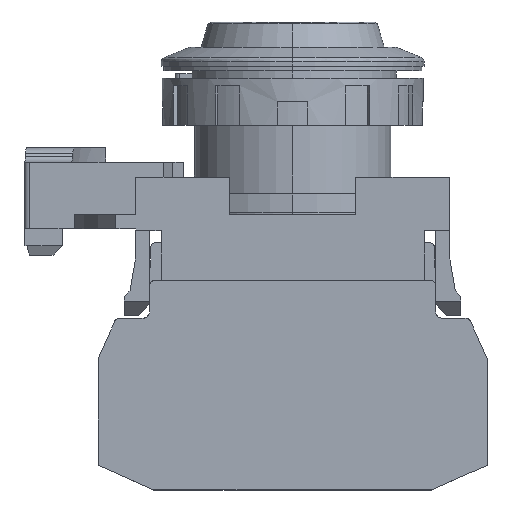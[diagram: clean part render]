
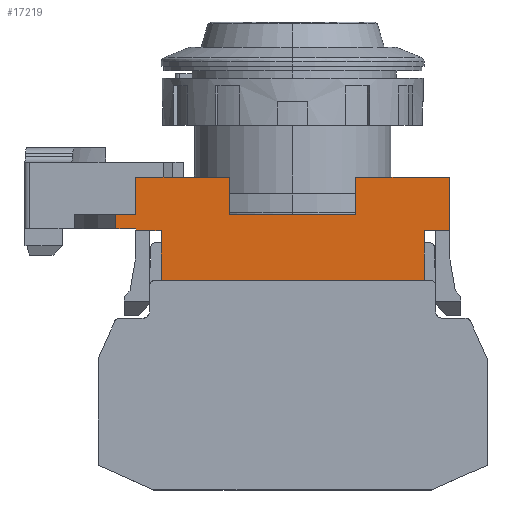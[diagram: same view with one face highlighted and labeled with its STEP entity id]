
A CAD part, left-side view. The second image highlights one B-rep face of the part: STEP entity #17219.
In plain terms, the highlighted planar face has unit normal (-1, 0, 0).
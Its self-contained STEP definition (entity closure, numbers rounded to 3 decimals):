
#20 = EDGE_CURVE ( 'NONE', #13232, #13092, #962, .T. ) ;
#21 = EDGE_CURVE ( 'NONE', #13112, #13101, #965, .T. ) ;
#24 = EDGE_CURVE ( 'NONE', #13100, #13168, #974, .T. ) ;
#26 = EDGE_CURVE ( 'NONE', #13168, #13231, #980, .T. ) ;
#28 = EDGE_CURVE ( 'NONE', #13231, #13230, #986, .T. ) ;
#31 = EDGE_CURVE ( 'NONE', #13230, #13229, #995, .T. ) ;
#38 = EDGE_CURVE ( 'NONE', #13229, #13227, #1016, .T. ) ;
#41 = EDGE_CURVE ( 'NONE', #13227, #13225, #1025, .T. ) ;
#43 = EDGE_CURVE ( 'NONE', #13225, #13224, #1031, .T. ) ;
#46 = EDGE_CURVE ( 'NONE', #13224, #13222, #1040, .T. ) ;
#51 = EDGE_CURVE ( 'NONE', #13222, #13221, #1055, .T. ) ;
#85 = EDGE_CURVE ( 'NONE', #13185, #13232, #1157, .T. ) ;
#87 = EDGE_CURVE ( 'NONE', #13185, #13208, #1163, .T. ) ;
#88 = EDGE_CURVE ( 'NONE', #13208, #13221, #1166, .T. ) ;
#962 = LINE ( 'NONE', #963, #12782 ) ;
#963 = CARTESIAN_POINT ( 'NONE',  ( -14.9, 1.057, 5.3 ) ) ;
#964 = DIRECTION ( 'NONE',  ( 0., 1., 0. ) ) ;
#965 = LINE ( 'NONE', #966, #12784 ) ;
#966 = CARTESIAN_POINT ( 'NONE',  ( -14.9, 1.057, 5.5 ) ) ;
#967 = DIRECTION ( 'NONE',  ( 0., 1., 0. ) ) ;
#974 = LINE ( 'NONE', #975, #12779 ) ;
#975 = CARTESIAN_POINT ( 'NONE',  ( -14.9, 1.057, 7. ) ) ;
#976 = DIRECTION ( 'NONE',  ( 0., -1., 0. ) ) ;
#980 = LINE ( 'NONE', #981, #12780 ) ;
#981 = CARTESIAN_POINT ( 'NONE',  ( -14.9, 16.7, 5.5 ) ) ;
#982 = DIRECTION ( 'NONE',  ( 0., 0., 1. ) ) ;
#986 = LINE ( 'NONE', #987, #12613 ) ;
#987 = CARTESIAN_POINT ( 'NONE',  ( -14.9, 1.057, 11. ) ) ;
#988 = DIRECTION ( 'NONE',  ( 0., -1., 0. ) ) ;
#995 = LINE ( 'NONE', #996, #12753 ) ;
#996 = CARTESIAN_POINT ( 'NONE',  ( -14.9, 6.7, 5.5 ) ) ;
#997 = DIRECTION ( 'NONE',  ( 0., 0., -1. ) ) ;
#1016 = LINE ( 'NONE', #1017, #12526 ) ;
#1017 = CARTESIAN_POINT ( 'NONE',  ( -14.9, 1.057, 7. ) ) ;
#1018 = DIRECTION ( 'NONE',  ( 0., -1., 0. ) ) ;
#1025 = LINE ( 'NONE', #1026, #12607 ) ;
#1026 = CARTESIAN_POINT ( 'NONE',  ( -14.9, -6.7, 5.5 ) ) ;
#1027 = DIRECTION ( 'NONE',  ( 0., 0., 1. ) ) ;
#1031 = LINE ( 'NONE', #1032, #12605 ) ;
#1032 = CARTESIAN_POINT ( 'NONE',  ( -14.9, 1.057, 11. ) ) ;
#1033 = DIRECTION ( 'NONE',  ( 0., -1., 0. ) ) ;
#1040 = LINE ( 'NONE', #1041, #12636 ) ;
#1041 = CARTESIAN_POINT ( 'NONE',  ( -14.9, -16.7, 5.5 ) ) ;
#1042 = DIRECTION ( 'NONE',  ( 0., 0., -1. ) ) ;
#1055 = LINE ( 'NONE', #1056, #12627 ) ;
#1056 = CARTESIAN_POINT ( 'NONE',  ( -14.9, 1.057, 5.3 ) ) ;
#1057 = DIRECTION ( 'NONE',  ( 0., 1., 0. ) ) ;
#1157 = LINE ( 'NONE', #1158, #12734 ) ;
#1158 = CARTESIAN_POINT ( 'NONE',  ( -14.9, 14., 5.5 ) ) ;
#1159 = DIRECTION ( 'NONE',  ( 0., 0., 1. ) ) ;
#1163 = LINE ( 'NONE', #1164, #12719 ) ;
#1164 = CARTESIAN_POINT ( 'NONE',  ( -14.9, 0., 0. ) ) ;
#1165 = DIRECTION ( 'NONE',  ( 0., -1., 0. ) ) ;
#1166 = LINE ( 'NONE', #1167, #12642 ) ;
#1167 = CARTESIAN_POINT ( 'NONE',  ( -14.9, -14., 2.65 ) ) ;
#1168 = DIRECTION ( 'NONE',  ( 0., 0., 1. ) ) ;
#4242 = CARTESIAN_POINT ( 'NONE',  ( -14.9, 16.7, 5.3 ) ) ;
#4250 = CARTESIAN_POINT ( 'NONE',  ( -14.9, 18.815, 7. ) ) ;
#4251 = CARTESIAN_POINT ( 'NONE',  ( -14.9, 18.815, 5.5 ) ) ;
#4262 = CARTESIAN_POINT ( 'NONE',  ( -14.9, 16.7, 5.5 ) ) ;
#4318 = CARTESIAN_POINT ( 'NONE',  ( -14.9, 16.7, 7. ) ) ;
#4335 = CARTESIAN_POINT ( 'NONE',  ( -14.9, 14., 0. ) ) ;
#4358 = CARTESIAN_POINT ( 'NONE',  ( -14.9, -14., 0. ) ) ;
#4371 = CARTESIAN_POINT ( 'NONE',  ( -14.9, -14., 5.3 ) ) ;
#4372 = CARTESIAN_POINT ( 'NONE',  ( -14.9, -16.7, 5.3 ) ) ;
#4374 = CARTESIAN_POINT ( 'NONE',  ( -14.9, -16.7, 11. ) ) ;
#4375 = CARTESIAN_POINT ( 'NONE',  ( -14.9, -6.7, 11. ) ) ;
#4377 = CARTESIAN_POINT ( 'NONE',  ( -14.9, -6.7, 7. ) ) ;
#4379 = CARTESIAN_POINT ( 'NONE',  ( -14.9, 6.7, 7. ) ) ;
#4380 = CARTESIAN_POINT ( 'NONE',  ( -14.9, 6.7, 11. ) ) ;
#4381 = CARTESIAN_POINT ( 'NONE',  ( -14.9, 16.7, 11. ) ) ;
#4382 = CARTESIAN_POINT ( 'NONE',  ( -14.9, 14., 5.3 ) ) ;
#9827 = FACE_OUTER_BOUND ( 'NONE', #16798, .T. ) ;
#9831 = AXIS2_PLACEMENT_3D ( 'NONE', #10500, #10501, #10502 ) ;
#10499 = PLANE ( 'NONE',  #9831 ) ;
#10500 = CARTESIAN_POINT ( 'NONE',  ( -14.9, -16.7, 0. ) ) ;
#10501 = DIRECTION ( 'NONE',  ( 1., 0., 0. ) ) ;
#10502 = DIRECTION ( 'NONE',  ( 0., 1., 0. ) ) ;
#10676 = LINE ( 'NONE', #10677, #11137 ) ;
#10677 = CARTESIAN_POINT ( 'NONE',  ( -14.9, 16.7, 4. ) ) ;
#10678 = DIRECTION ( 'NONE',  ( 0., 0., 1. ) ) ;
#10695 = LINE ( 'NONE', #10696, #11143 ) ;
#10696 = CARTESIAN_POINT ( 'NONE',  ( -14.9, 18.815, 6.25 ) ) ;
#10697 = DIRECTION ( 'NONE',  ( 0., 0., -1. ) ) ;
#11137 = VECTOR ( 'NONE', #10678, 1000. ) ;
#11143 = VECTOR ( 'NONE', #10697, 1000. ) ;
#12526 = VECTOR ( 'NONE', #1018, 1000. ) ;
#12605 = VECTOR ( 'NONE', #1033, 1000. ) ;
#12607 = VECTOR ( 'NONE', #1027, 1000. ) ;
#12613 = VECTOR ( 'NONE', #988, 1000. ) ;
#12627 = VECTOR ( 'NONE', #1057, 1000. ) ;
#12636 = VECTOR ( 'NONE', #1042, 1000. ) ;
#12642 = VECTOR ( 'NONE', #1168, 1000. ) ;
#12719 = VECTOR ( 'NONE', #1165, 1000. ) ;
#12734 = VECTOR ( 'NONE', #1159, 1000. ) ;
#12753 = VECTOR ( 'NONE', #997, 1000. ) ;
#12779 = VECTOR ( 'NONE', #976, 1000. ) ;
#12780 = VECTOR ( 'NONE', #982, 1000. ) ;
#12782 = VECTOR ( 'NONE', #964, 1000. ) ;
#12784 = VECTOR ( 'NONE', #967, 1000. ) ;
#13092 = VERTEX_POINT ( 'NONE', #4242 ) ;
#13100 = VERTEX_POINT ( 'NONE', #4250 ) ;
#13101 = VERTEX_POINT ( 'NONE', #4251 ) ;
#13112 = VERTEX_POINT ( 'NONE', #4262 ) ;
#13168 = VERTEX_POINT ( 'NONE', #4318 ) ;
#13185 = VERTEX_POINT ( 'NONE', #4335 ) ;
#13208 = VERTEX_POINT ( 'NONE', #4358 ) ;
#13221 = VERTEX_POINT ( 'NONE', #4371 ) ;
#13222 = VERTEX_POINT ( 'NONE', #4372 ) ;
#13224 = VERTEX_POINT ( 'NONE', #4374 ) ;
#13225 = VERTEX_POINT ( 'NONE', #4375 ) ;
#13227 = VERTEX_POINT ( 'NONE', #4377 ) ;
#13229 = VERTEX_POINT ( 'NONE', #4379 ) ;
#13230 = VERTEX_POINT ( 'NONE', #4380 ) ;
#13231 = VERTEX_POINT ( 'NONE', #4381 ) ;
#13232 = VERTEX_POINT ( 'NONE', #4382 ) ;
#16798 = EDGE_LOOP ( 'NONE', ( #18429, #18430, #18431, #18427, #18432, #18433, #18434, #18435, #18436, #18437, #18438, #18439, #18440, #18441, #18443, #18442 ) ) ;
#17219 = ADVANCED_FACE ( 'NONE', ( #9827 ), #10499, .F. ) ;
#17267 = EDGE_CURVE ( 'NONE', #13092, #13112, #10676, .T. ) ;
#17273 = EDGE_CURVE ( 'NONE', #13100, #13101, #10695, .T. ) ;
#18427 = ORIENTED_EDGE ( 'NONE', *, *, #38, .F. ) ;
#18429 = ORIENTED_EDGE ( 'NONE', *, *, #46, .F. ) ;
#18430 = ORIENTED_EDGE ( 'NONE', *, *, #43, .F. ) ;
#18431 = ORIENTED_EDGE ( 'NONE', *, *, #41, .F. ) ;
#18432 = ORIENTED_EDGE ( 'NONE', *, *, #31, .F. ) ;
#18433 = ORIENTED_EDGE ( 'NONE', *, *, #28, .F. ) ;
#18434 = ORIENTED_EDGE ( 'NONE', *, *, #26, .F. ) ;
#18435 = ORIENTED_EDGE ( 'NONE', *, *, #24, .F. ) ;
#18436 = ORIENTED_EDGE ( 'NONE', *, *, #17273, .T. ) ;
#18437 = ORIENTED_EDGE ( 'NONE', *, *, #21, .F. ) ;
#18438 = ORIENTED_EDGE ( 'NONE', *, *, #17267, .F. ) ;
#18439 = ORIENTED_EDGE ( 'NONE', *, *, #20, .F. ) ;
#18440 = ORIENTED_EDGE ( 'NONE', *, *, #85, .F. ) ;
#18441 = ORIENTED_EDGE ( 'NONE', *, *, #87, .T. ) ;
#18442 = ORIENTED_EDGE ( 'NONE', *, *, #51, .F. ) ;
#18443 = ORIENTED_EDGE ( 'NONE', *, *, #88, .T. ) ;
